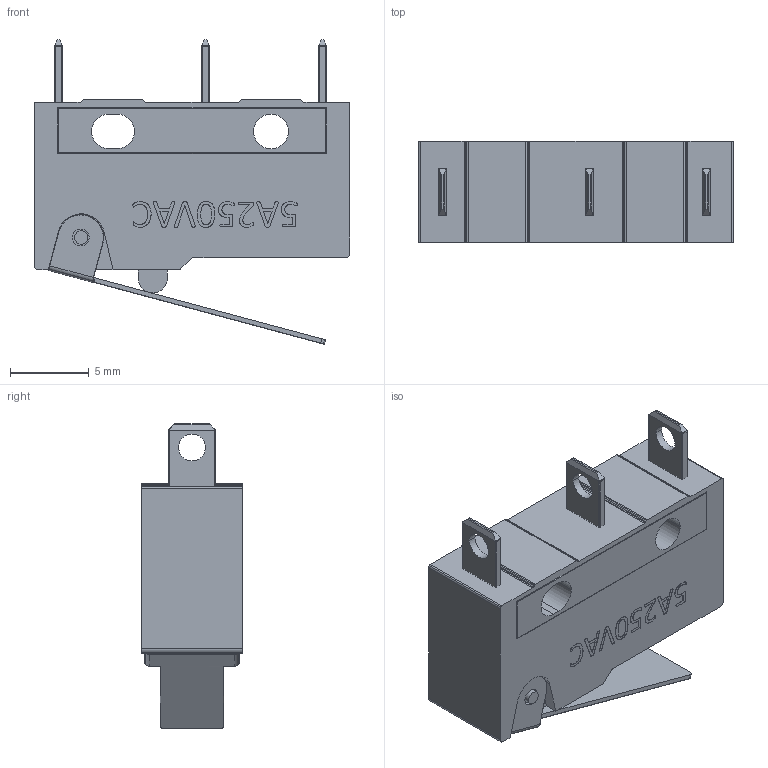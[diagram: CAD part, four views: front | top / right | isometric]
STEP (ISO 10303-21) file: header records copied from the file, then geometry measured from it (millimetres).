
FILE_DESCRIPTION (( 'STEP AP214' ), '1' );
FILE_NAME ('microswith.STEP', '2019-07-07T22:54:48', ( '' ), ( '' ), 'SwSTEP 2.0', 'SolidWorks 2018', '' );
FILE_SCHEMA (( 'AUTOMOTIVE_DESIGN' ));
Length unit declared in the file: millimetre
Products named in the file (1): microswith
Bounding box: 20 x 6.44 x 19.27 mm (x, y, z)
Volume: 1292.3 mm3; surface area: 1206.6 mm2
Topology: 6 solids, 6 shells, 1032 faces, 2873 edges, 1902 vertices
Faces by surface type: bspline 613, plane 267, cylinder 142, torus 10
Entity records: 38781 total; most frequent: CARTESIAN_POINT 16268, ORIENTED_EDGE 5746, EDGE_CURVE 2873, DIRECTION 2753, VERTEX_POINT 1902, VECTOR 1361, LINE 1361, B_SPLINE_CURVE_WITH_KNOTS 1204
